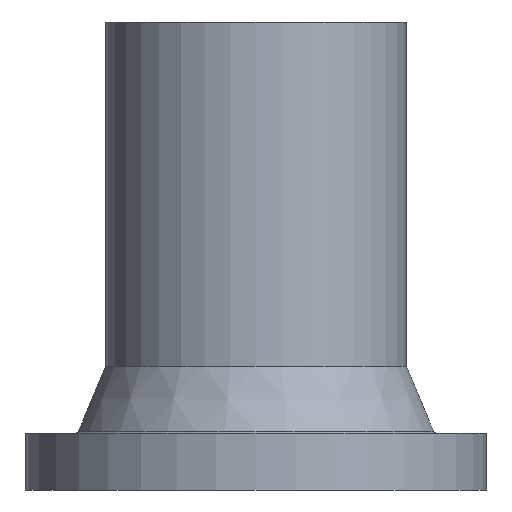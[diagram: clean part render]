
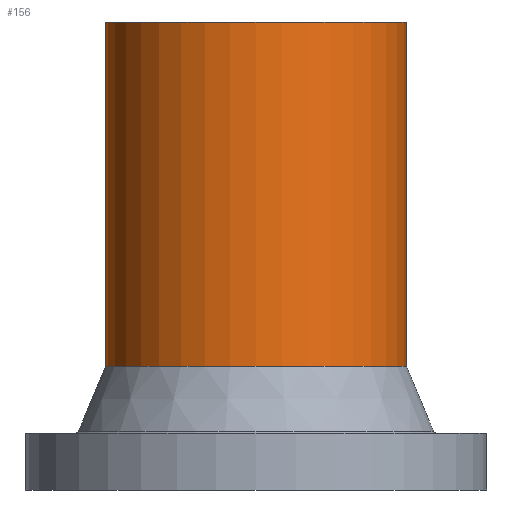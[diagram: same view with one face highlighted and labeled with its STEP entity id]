
A CAD part, front view. The second image highlights one B-rep face of the part: STEP entity #156.
In plain terms, the highlighted cylindrical face has radius 45 mm (diameter 90 mm), a partial arc.
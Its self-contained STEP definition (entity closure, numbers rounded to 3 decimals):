
#12 = LINE ( 'NONE', #271, #350 ) ;
#33 = ORIENTED_EDGE ( 'NONE', *, *, #237, .F. ) ;
#76 = AXIS2_PLACEMENT_3D ( 'NONE', #202, #314, #453 ) ;
#101 = CARTESIAN_POINT ( 'NONE',  ( 45., 0., 140. ) ) ;
#112 = ORIENTED_EDGE ( 'NONE', *, *, #118, .F. ) ;
#118 = EDGE_CURVE ( 'NONE', #380, #452, #466, .T. ) ;
#124 = ORIENTED_EDGE ( 'NONE', *, *, #335, .T. ) ;
#143 = CARTESIAN_POINT ( 'NONE',  ( -45., 0., 140. ) ) ;
#144 = AXIS2_PLACEMENT_3D ( 'NONE', #362, #471, #290 ) ;
#149 = VERTEX_POINT ( 'NONE', #101 ) ;
#156 = ADVANCED_FACE ( 'NONE', ( #325 ), #214, .T. ) ;
#173 = VECTOR ( 'NONE', #269, 1000. ) ;
#186 = ORIENTED_EDGE ( 'NONE', *, *, #330, .T. ) ;
#201 = DIRECTION ( 'NONE',  ( 0., 0., -1. ) ) ;
#202 = CARTESIAN_POINT ( 'NONE',  ( 0., 0., 140. ) ) ;
#207 = DIRECTION ( 'NONE',  ( -1., 0., 0. ) ) ;
#214 = CYLINDRICAL_SURFACE ( 'NONE', #144, 45. ) ;
#227 = CIRCLE ( 'NONE', #76, 45. ) ;
#235 = CARTESIAN_POINT ( 'NONE',  ( 45., 0., 37. ) ) ;
#237 = EDGE_CURVE ( 'NONE', #149, #380, #292, .T. ) ;
#255 = CARTESIAN_POINT ( 'NONE',  ( 45., 0., 0. ) ) ;
#269 = DIRECTION ( 'NONE',  ( 0., 0., -1. ) ) ;
#271 = CARTESIAN_POINT ( 'NONE',  ( -45., 0., 0. ) ) ;
#289 = CARTESIAN_POINT ( 'NONE',  ( -45., 0., 37. ) ) ;
#290 = DIRECTION ( 'NONE',  ( -1., 0., 0. ) ) ;
#292 = LINE ( 'NONE', #255, #173 ) ;
#308 = CARTESIAN_POINT ( 'NONE',  ( 0., 0., 37. ) ) ;
#314 = DIRECTION ( 'NONE',  ( 0., 0., -1. ) ) ;
#325 = FACE_OUTER_BOUND ( 'NONE', #364, .T. ) ;
#330 = EDGE_CURVE ( 'NONE', #149, #448, #227, .T. ) ;
#335 = EDGE_CURVE ( 'NONE', #448, #452, #12, .T. ) ;
#350 = VECTOR ( 'NONE', #417, 1000. ) ;
#362 = CARTESIAN_POINT ( 'NONE',  ( 0., 0., 0. ) ) ;
#364 = EDGE_LOOP ( 'NONE', ( #33, #186, #124, #112 ) ) ;
#380 = VERTEX_POINT ( 'NONE', #235 ) ;
#417 = DIRECTION ( 'NONE',  ( 0., 0., -1. ) ) ;
#438 = AXIS2_PLACEMENT_3D ( 'NONE', #308, #201, #207 ) ;
#448 = VERTEX_POINT ( 'NONE', #143 ) ;
#452 = VERTEX_POINT ( 'NONE', #289 ) ;
#453 = DIRECTION ( 'NONE',  ( -1., 0., 0. ) ) ;
#466 = CIRCLE ( 'NONE', #438, 45. ) ;
#471 = DIRECTION ( 'NONE',  ( 0., 0., -1. ) ) ;
